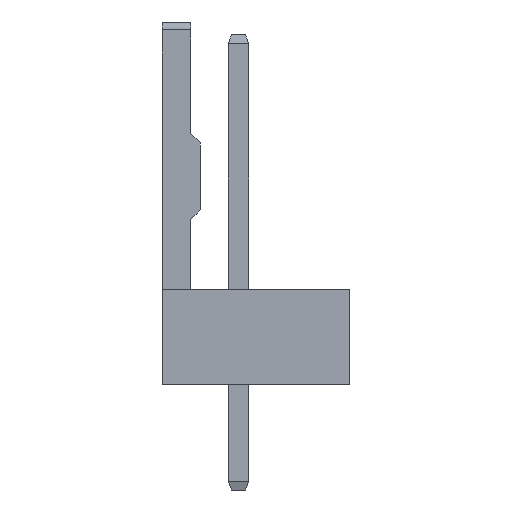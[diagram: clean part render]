
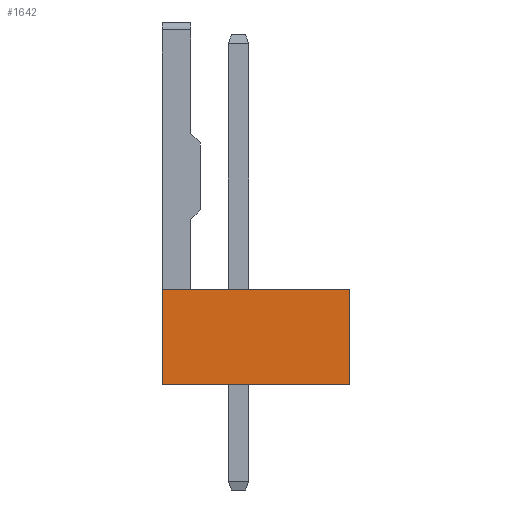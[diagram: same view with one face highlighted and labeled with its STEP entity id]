
A CAD part, left-side view. The second image highlights one B-rep face of the part: STEP entity #1642.
In plain terms, the highlighted planar face has unit normal (-1, 0, 0).
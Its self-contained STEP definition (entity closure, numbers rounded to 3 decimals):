
#68 = CARTESIAN_POINT ( 'NONE',  ( -1.27, 2.4, 3. ) ) ;
#723 = VERTEX_POINT ( 'NONE', #68 ) ;
#903 = ORIENTED_EDGE ( 'NONE', *, *, #5380, .T. ) ;
#1642 = ADVANCED_FACE ( 'NONE', ( #6367 ), #1713, .T. ) ;
#1713 = PLANE ( 'NONE',  #9946 ) ;
#2047 = CARTESIAN_POINT ( 'NONE',  ( -1.27, 2.4, 0. ) ) ;
#2165 = VERTEX_POINT ( 'NONE', #6670 ) ;
#2245 = EDGE_CURVE ( 'NONE', #2930, #2165, #11265, .T. ) ;
#2463 = ORIENTED_EDGE ( 'NONE', *, *, #2245, .T. ) ;
#2485 = DIRECTION ( 'NONE',  ( 0., 1., 0. ) ) ;
#2845 = VECTOR ( 'NONE', #5903, 1000. ) ;
#2930 = VERTEX_POINT ( 'NONE', #3064 ) ;
#3002 = DIRECTION ( 'NONE',  ( -1., 0., 0. ) ) ;
#3011 = VECTOR ( 'NONE', #2485, 1000. ) ;
#3064 = CARTESIAN_POINT ( 'NONE',  ( -1.27, 2.4, 0. ) ) ;
#3340 = ORIENTED_EDGE ( 'NONE', *, *, #8688, .F. ) ;
#3952 = LINE ( 'NONE', #12349, #3011 ) ;
#4844 = EDGE_CURVE ( 'NONE', #7578, #723, #3952, .T. ) ;
#4935 = CARTESIAN_POINT ( 'NONE',  ( -1.27, -3.5, 0. ) ) ;
#5380 = EDGE_CURVE ( 'NONE', #2165, #7578, #8742, .T. ) ;
#5744 = ORIENTED_EDGE ( 'NONE', *, *, #4844, .T. ) ;
#5903 = DIRECTION ( 'NONE',  ( 0., 0., 1. ) ) ;
#6013 = DIRECTION ( 'NONE',  ( 0., -1., 0. ) ) ;
#6367 = FACE_OUTER_BOUND ( 'NONE', #7397, .T. ) ;
#6670 = CARTESIAN_POINT ( 'NONE',  ( -1.27, -3.5, 0. ) ) ;
#6836 = CARTESIAN_POINT ( 'NONE',  ( -1.27, -3.5, 3. ) ) ;
#7397 = EDGE_LOOP ( 'NONE', ( #5744, #3340, #2463, #903 ) ) ;
#7578 = VERTEX_POINT ( 'NONE', #6836 ) ;
#7812 = DIRECTION ( 'NONE',  ( 0., 0., 1. ) ) ;
#7941 = CARTESIAN_POINT ( 'NONE',  ( -1.27, 2.4, 0. ) ) ;
#8688 = EDGE_CURVE ( 'NONE', #2930, #723, #11916, .T. ) ;
#8742 = LINE ( 'NONE', #4935, #2845 ) ;
#8940 = DIRECTION ( 'NONE',  ( 0., 0., 1. ) ) ;
#9802 = CARTESIAN_POINT ( 'NONE',  ( -1.27, 2.4, 0. ) ) ;
#9946 = AXIS2_PLACEMENT_3D ( 'NONE', #9802, #3002, #7812 ) ;
#10977 = VECTOR ( 'NONE', #8940, 1000. ) ;
#11265 = LINE ( 'NONE', #2047, #12660 ) ;
#11916 = LINE ( 'NONE', #7941, #10977 ) ;
#12349 = CARTESIAN_POINT ( 'NONE',  ( -1.27, 2.4, 3. ) ) ;
#12660 = VECTOR ( 'NONE', #6013, 1000. ) ;
